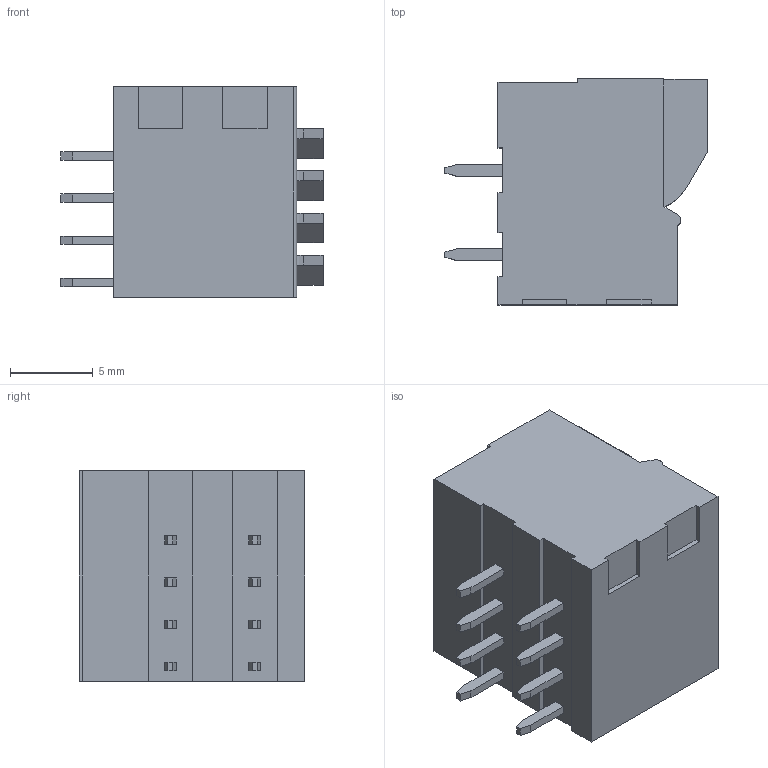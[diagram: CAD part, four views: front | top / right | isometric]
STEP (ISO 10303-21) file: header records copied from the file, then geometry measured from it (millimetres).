
FILE_DESCRIPTION((''),'2;1');
FILE_NAME('4','2020-06-04T',('P'),(''),'PRO/ENGINEER BY PARAMETRIC TECHNOLOGY CORPORATION, 2010280','PRO/ENGINEER BY PARAMETRIC TECHNOLOGY CORPORATION, 2010280','');
FILE_SCHEMA(('CONFIG_CONTROL_DESIGN'));
Length unit declared in the file: millimetre
Products named in the file (1): 4
Bounding box: 15.8 x 13.6 x 12.7 mm (x, y, z)
Volume: 1754.3 mm3; surface area: 1308.9 mm2
Topology: 1 solids, 1 shells, 227 faces, 623 edges, 414 vertices
Faces by surface type: plane 190, cylinder 21, cone 8, bspline 8
Entity records: 7389 total; most frequent: CARTESIAN_POINT 1560, ORIENTED_EDGE 1246, DIRECTION 1111, EDGE_CURVE 623, VECTOR 541, LINE 541, VERTEX_POINT 414, AXIS2_PLACEMENT_3D 285
